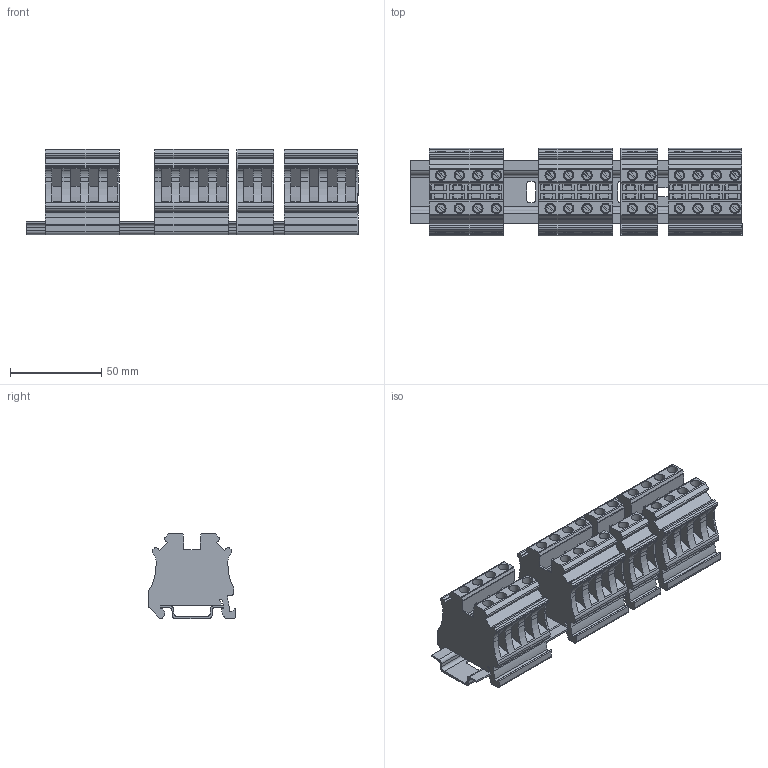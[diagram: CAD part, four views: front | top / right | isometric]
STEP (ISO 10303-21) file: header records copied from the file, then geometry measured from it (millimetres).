
FILE_DESCRIPTION(/* description */ ('','CAx-IF Rec.Pracs.---Representation and Presentation of Product Manufacturing Information (PMI)---4.0---2014-10-13'),/* implementation_level */ '2;1');
FILE_NAME(/* name */ '',/* time_stamp */ '2024-12-19T18:49:09+09:00',/* author */ (''),/* organization */ (''),/* preprocessor_version */ 'ST-DEVELOPER v20',/* originating_system */ 'Autodesk Translation Framework v13.20.0.188',/* authorisation */ '');
FILE_SCHEMA (('AP242_MANAGED_MODEL_BASED_3D_ENGINEERING_MIM_LF { 1 0 10303 442 1 1 4 }'));
Products named in the file (6): 2번_레일_어셈블리(
1번_패널); 레일 2번; 스위치 1번(레일 2번); 스위치 2번(레일 2번); 스위치 3번(레일 2번); 스위치 4번(레일 2번)
Assembly tree (5 placements, depth 2):
  2번_레일_어셈블리(
1번_패널)
    레일 2번
    스위치 1번(레일 2번)
    스위치 2번(레일 2번)
    스위치 3번(레일 2번)
    스위치 4번(레일 2번)
Bounding box: 182.3 x 48 x 46.85 mm (x, y, z)
Volume: 206861.5 mm3; surface area: 79123.1 mm2
Topology: 5 solids, 5 shells, 1806 faces, 5080 edges, 3340 vertices
Faces by surface type: plane 1096, cylinder 458, cone 140, torus 112
Full cylindrical faces by diameter (mm): 5.7 x28
Entity records: 59452 total; most frequent: CARTESIAN_POINT 11686, ORIENTED_EDGE 10160, DIRECTION 10108, EDGE_CURVE 5080, AXIS2_PLACEMENT_3D 3490, VERTEX_POINT 3340, LINE 3128, VECTOR 3128
